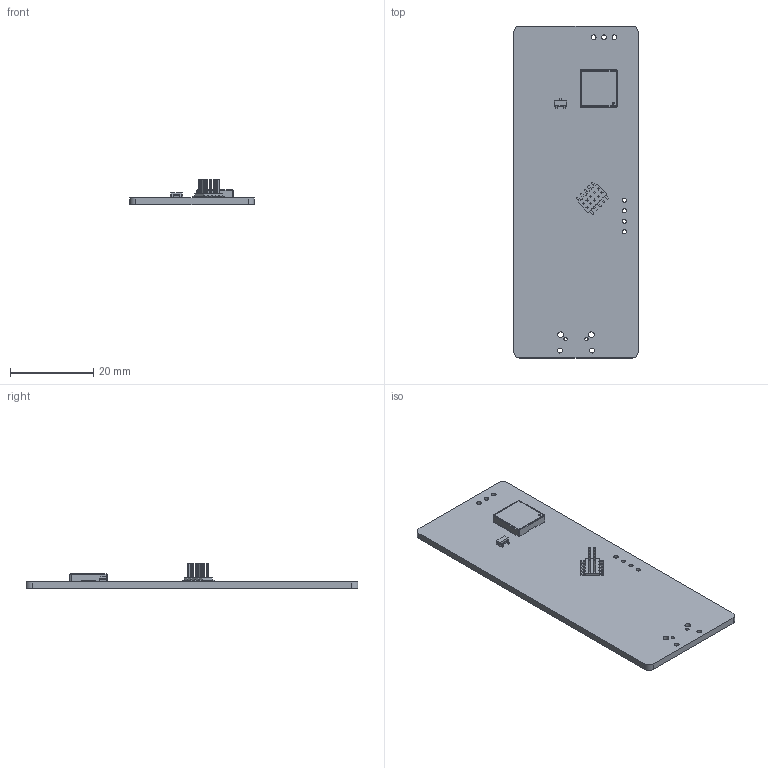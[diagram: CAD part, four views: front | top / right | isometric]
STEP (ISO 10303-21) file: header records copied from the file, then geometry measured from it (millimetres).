
FILE_DESCRIPTION(('KiCad electronic assembly'),'2;1');
FILE_NAME('GeneralMCU.step','2019-11-11T13:54:22',('An Author'),( 'A Company'),'Open CASCADE STEP processor 6.9', 'KiCad to STEP converter','Unknown');
FILE_SCHEMA(('AUTOMOTIVE_DESIGN { 1 0 10303 214 1 1 1 1 }'));
Length unit declared in the file: millimetre
Products named in the file (8): Open CASCADE STEP translator 6.9 1; PinHeader_2x05_P1.27mm_Vertical_SMD; SOLID; Buzzer_Murata_PKMCS0909E4000-R1; SOT-23; COMPOUND
Assembly tree (7 placements, depth 3):
  Open CASCADE STEP translator 6.9 1
    PinHeader_2x05_P1.27mm_Vertical_SMD
      SOLID
    Buzzer_Murata_PKMCS0909E4000-R1
      SOLID
    SOT-23
      SOLID
    COMPOUND
Bounding box: 30 x 79.97 x 6.05 mm (x, y, z)
Volume: 3991.6 mm3; surface area: 5573.9 mm2
Topology: 4 solids, 4 shells, 364 faces, 906 edges, 558 vertices
Faces by surface type: plane 281, cylinder 52, bspline 27, sphere 4
Full cylindrical faces by diameter (mm): 0.5 x1, 0.8 x2, 1 x4, 1.15 x3, 1.2 x2, 1.4 x2
Entity records: 24875 total; most frequent: CARTESIAN_POINT 4008, DIRECTION 3396, LINE 2425, VECTOR 2425, ORIENTED_EDGE 1804, PCURVE 1804, DEFINITIONAL_REPRESENTATION 1804, EDGE_CURVE 902
